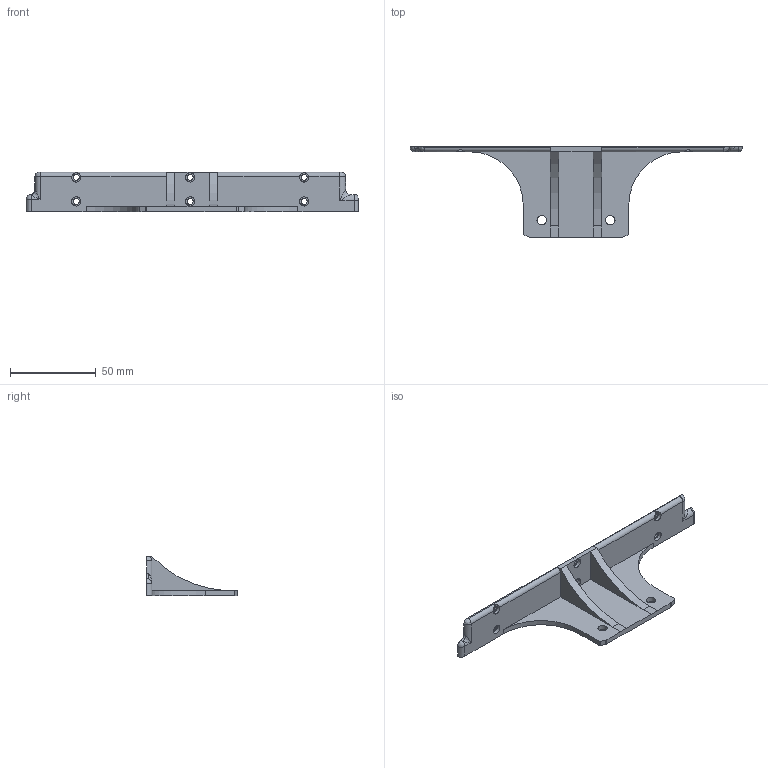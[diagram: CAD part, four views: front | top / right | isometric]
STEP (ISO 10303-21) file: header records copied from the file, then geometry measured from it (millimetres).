
FILE_DESCRIPTION(/* description */ (''),/* implementation_level */ '2;1');
FILE_NAME(/* name */ 'Block Holder for N3 & N4 STEP.step',/* time_stamp */ '2025-07-03T16:29:32+03:00',/* author */ (''),/* organization */ (''),/* preprocessor_version */ 'ST-DEVELOPER v20.1',/* originating_system */ 'Autodesk Translation Framework v14.10.0.0',/* authorisation */ '');
FILE_SCHEMA (('AUTOMOTIVE_DESIGN { 1 0 10303 214 3 1 1 }'));
Length unit declared in the file: millimetre
Products named in the file (1): n3-4_cxi
Bounding box: 193.5 x 52.8 x 23 mm (x, y, z)
Volume: 25329.6 mm3; surface area: 17916.5 mm2
Topology: 1 solids, 1 shells, 65 faces, 167 edges, 106 vertices
Faces by surface type: cylinder 30, plane 28, bspline 6, sphere 1
Full cylindrical faces by diameter (mm): 3.45 x6, 5.4 x6, 5.5 x2
Entity records: 2188 total; most frequent: CARTESIAN_POINT 519, DIRECTION 345, ORIENTED_EDGE 330, EDGE_CURVE 165, AXIS2_PLACEMENT_3D 128, VERTEX_POINT 106, LINE 89, VECTOR 89
